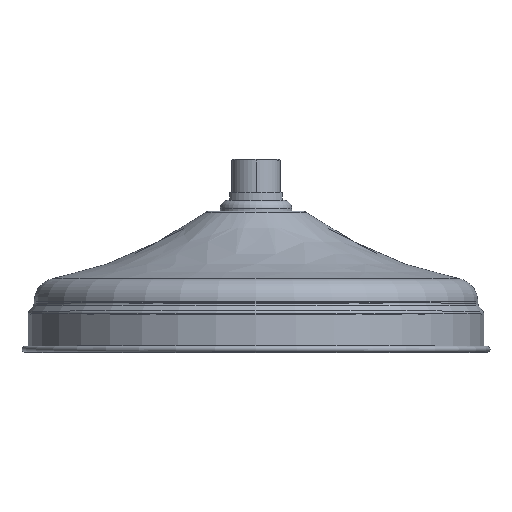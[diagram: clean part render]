
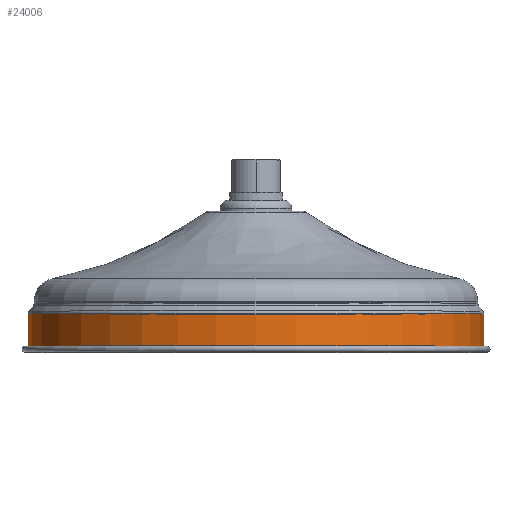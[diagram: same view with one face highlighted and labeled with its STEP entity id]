
A CAD part, top view. The second image highlights one B-rep face of the part: STEP entity #24006.
In plain terms, the highlighted cylindrical face has radius 148.4 mm (diameter 296.8 mm), a partial arc.
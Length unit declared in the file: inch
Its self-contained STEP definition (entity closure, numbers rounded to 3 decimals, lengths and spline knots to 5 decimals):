
#5430=CARTESIAN_POINT('',(0.,0.98301,0.));
#5431=DIRECTION('',(0.,1.,0.));
#5432=DIRECTION('',(-1.,0.,0.));
#5433=AXIS2_PLACEMENT_3D('',#5430,#5431,#5432);
#5438=DIRECTION('',(0.,1.,0.));
#5439=VECTOR('',#5438,0.90427);
#5440=CARTESIAN_POINT('',(5.84252,0.07874,0.));
#5441=LINE('',#5440,#5439);
#5445=CARTESIAN_POINT('',(0.,0.07874,0.));
#5446=DIRECTION('',(0.,-1.,0.));
#5447=DIRECTION('',(1.,0.,0.));
#5448=AXIS2_PLACEMENT_3D('',#5445,#5446,#5447);
#5453=DIRECTION('',(0.,1.,0.));
#5454=VECTOR('',#5453,0.90427);
#5455=CARTESIAN_POINT('',(-5.84252,0.07874,0.));
#5456=LINE('',#5455,#5454);
#18584=CARTESIAN_POINT('',(5.84252,0.07874,0.));
#18585=CARTESIAN_POINT('',(-5.84252,0.07874,0.));
#18586=VERTEX_POINT('',#18584);
#18587=VERTEX_POINT('',#18585);
#18608=CARTESIAN_POINT('',(5.84252,0.98301,0.));
#18609=CARTESIAN_POINT('',(-5.84252,0.98301,0.));
#18610=VERTEX_POINT('',#18608);
#18611=VERTEX_POINT('',#18609);
#23992=CARTESIAN_POINT('',(0.,-0.1811,0.));
#23993=DIRECTION('',(0.,1.,0.));
#23994=DIRECTION('',(1.,0.,0.));
#23995=AXIS2_PLACEMENT_3D('',#23992,#23993,#23994);
#23996=CYLINDRICAL_SURFACE('',#23995,5.84252);
#23998=ORIENTED_EDGE('',*,*,#23997,.T.);
#24000=ORIENTED_EDGE('',*,*,#23999,.F.);
#24001=ORIENTED_EDGE('',*,*,#23961,.T.);
#24003=ORIENTED_EDGE('',*,*,#24002,.T.);
#24004=EDGE_LOOP('',(#23998,#24000,#24001,#24003));
#24005=FACE_OUTER_BOUND('',#24004,.F.);
#5434=CIRCLE('',#5433,5.84252);
#5449=CIRCLE('',#5448,5.84252);
#23961=EDGE_CURVE('',#18586,#18587,#5449,.T.);
#23997=EDGE_CURVE('',#18611,#18610,#5434,.T.);
#23999=EDGE_CURVE('',#18586,#18610,#5441,.T.);
#24002=EDGE_CURVE('',#18587,#18611,#5456,.T.);
#24006=ADVANCED_FACE('',(#24005),#23996,.T.);
